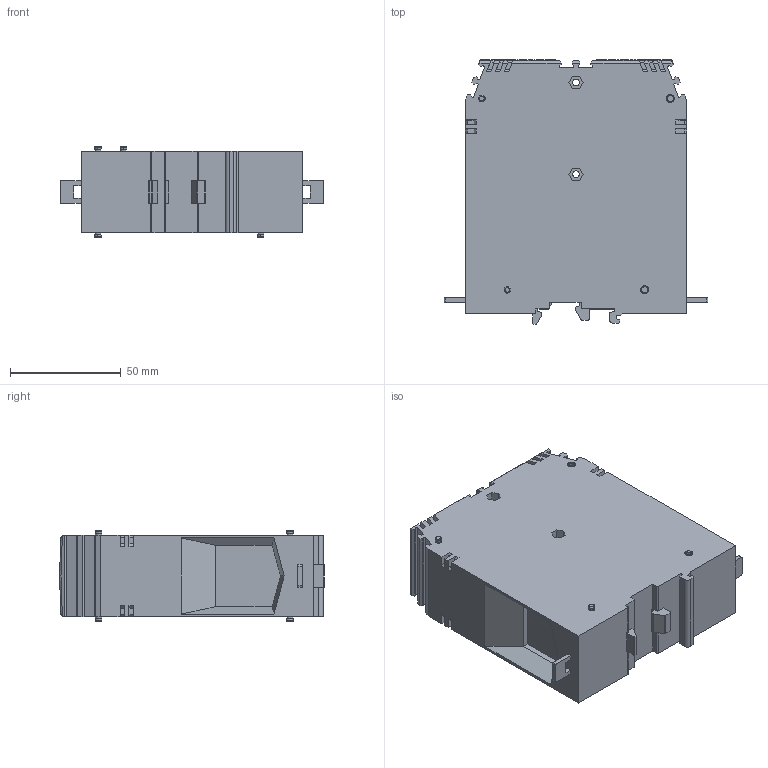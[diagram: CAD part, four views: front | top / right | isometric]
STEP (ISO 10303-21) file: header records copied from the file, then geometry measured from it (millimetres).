
FILE_DESCRIPTION(('Creo Elements/Direct Modeling STEP Export'),'2;1');
FILE_NAME('GPA.240.stp','2014-01-22T12:03:15',(''),(''),'Creo Elements/Direct Modeling STEP processor for AP214 (Solid Model)','Creo Elements/Direct Modeling 18.0B 02-Dec-2011 (C) Parametric Technology GmbH','');
FILE_SCHEMA(('AUTOMOTIVE_DESIGN { 1 0 10303 214 1 1 1 1 }'));
Length unit declared in the file: millimetre
Products named in the file (2): GPA240
Assembly tree (1 placements, depth 2):
  GPA240
    GPA240
Bounding box: 119 x 119.65 x 41 mm (x, y, z)
Volume: 385541.1 mm3; surface area: 44839.4 mm2
Topology: 1 solids, 1 shells, 478 faces, 1310 edges, 852 vertices
Faces by surface type: plane 371, cylinder 71, cone 28, torus 8
Entity records: 14564 total; most frequent: ORIENTED_EDGE 2620, CARTESIAN_POINT 2554, DIRECTION 2295, EDGE_CURVE 1310, VECTOR 1109, LINE 1109, VERTEX_POINT 852, AXIS2_PLACEMENT_3D 593
